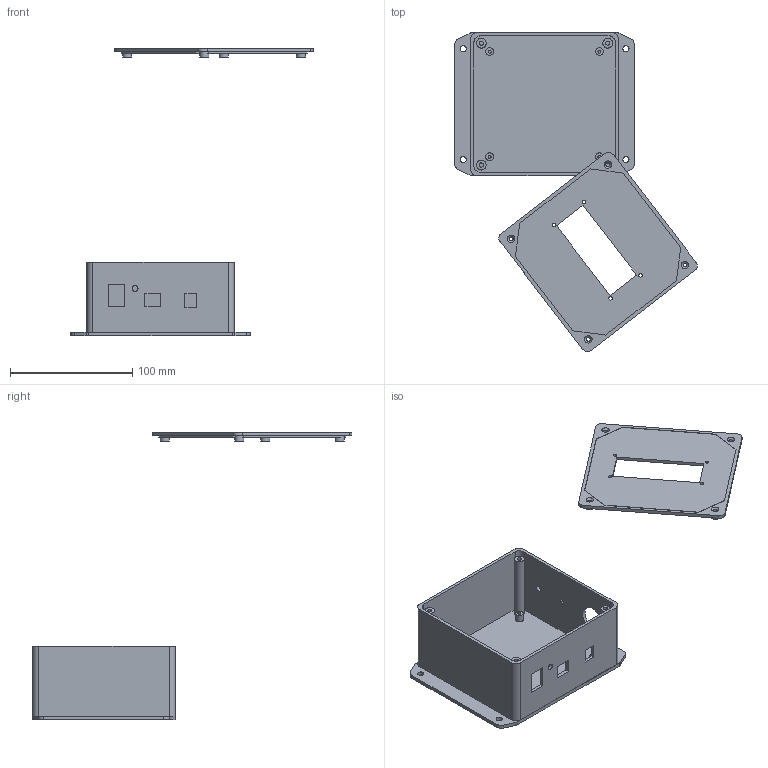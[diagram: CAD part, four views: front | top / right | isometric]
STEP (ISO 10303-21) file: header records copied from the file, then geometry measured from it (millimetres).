
FILE_DESCRIPTION(/* description */ ('STEP AP242','CAx-IF Rec.Pracs.---Representation and Presentation of Product Manufacturing Information (PMI)---4.0---2014-10-13','CAx-IF Rec.Pracs.---3D Tessellated Geometry---0.4---2014-09-14','2;1'),/* implementation_level */ '2;1');
FILE_NAME(/* name */ '62a7e87125c1f364c3b57070',/* time_stamp */ '2022-06-14T01:46:26+00:00',/* author */ (''),/* organization */ (''),/* preprocessor_version */ 'ST-DEVELOPER v18.102',/* originating_system */ ' ',/* authorisation */ ' ');
FILE_SCHEMA (('AP242_MANAGED_MODEL_BASED_3D_ENGINEERING_MIM_LF { 1 0 10303 442 1 1 4 }'));
Length unit declared in the file: metre
Products named in the file (3): Assembly 1; Part 1
Assembly tree (2 placements, depth 2):
  Assembly 1
    Part 1
    Part 1
Bounding box: 198.14 x 261.25 x 235.44 mm (x, y, z)
Volume: 154179.2 mm3; surface area: 123282.4 mm2
Topology: 2 solids, 2 shells, 157 faces, 373 edges, 248 vertices
Faces by surface type: plane 97, cylinder 56, cone 4
Full cylindrical faces by diameter (mm): 2.5 x4, 2.8 x4, 3.2 x4, 3.4 x4, 4.8 x2, 5 x4, 6.4 x4, 7.5 x4, 8 x4, 21.6 x1
Entity records: 4481 total; most frequent: DIRECTION 768, CARTESIAN_POINT 738, ORIENTED_EDGE 664, EDGE_CURVE 332, AXIS2_PLACEMENT_3D 276, EDGE_LOOP 264, FACE_BOUND 264, VERTEX_POINT 246
